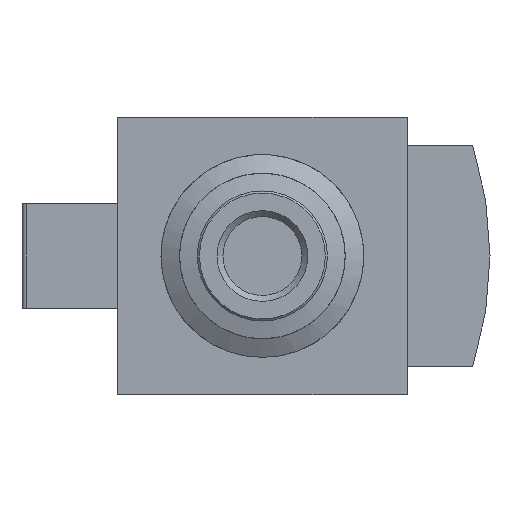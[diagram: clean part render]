
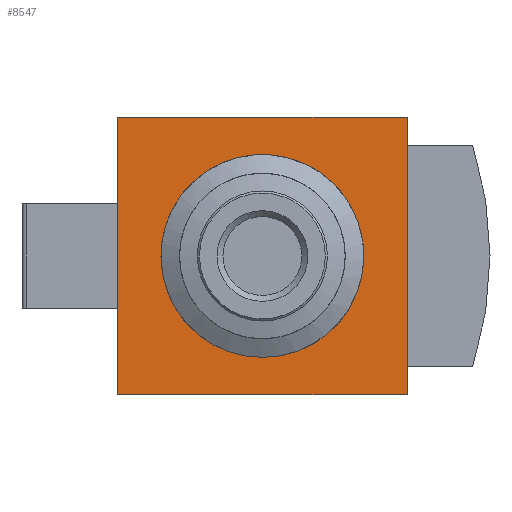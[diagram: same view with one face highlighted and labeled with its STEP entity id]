
A CAD part, front view. The second image highlights one B-rep face of the part: STEP entity #8547.
In plain terms, the highlighted planar face has unit normal (0, -1, 0).
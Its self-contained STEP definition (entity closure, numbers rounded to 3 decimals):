
#142=PLANE('',#9015);
#367=LINE('',#11208,#1047);
#474=LINE('',#11432,#1154);
#489=LINE('',#11470,#1169);
#594=LINE('',#11925,#1274);
#1047=VECTOR('',#9400,1000.);
#1154=VECTOR('',#9573,1000.);
#1169=VECTOR('',#9602,1000.);
#1274=VECTOR('',#9885,1000.);
#2406=ORIENTED_EDGE('',*,*,#4012,.F.);
#2407=ORIENTED_EDGE('',*,*,#3533,.F.);
#2408=ORIENTED_EDGE('',*,*,#3648,.F.);
#2409=ORIENTED_EDGE('',*,*,#3852,.F.);
#2410=ORIENTED_EDGE('',*,*,#3668,.F.);
#3533=EDGE_CURVE('',#4413,#4414,#367,.T.);
#3648=EDGE_CURVE('',#4497,#4413,#474,.T.);
#3668=EDGE_CURVE('',#4414,#4514,#489,.T.);
#3852=EDGE_CURVE('',#4514,#4497,#594,.T.);
#4012=EDGE_CURVE('',#4790,#4790,#5052,.F.);
#4413=VERTEX_POINT('',#11207);
#4414=VERTEX_POINT('',#11209);
#4497=VERTEX_POINT('',#11431);
#4514=VERTEX_POINT('',#11471);
#4790=VERTEX_POINT('',#12245);
#5052=CIRCLE('',#9016,14.7);
#5234=EDGE_LOOP('',(#2406));
#5235=EDGE_LOOP('',(#2407,#2408,#2409,#2410));
#5639=FACE_BOUND('',#5234,.T.);
#5640=FACE_BOUND('',#5235,.T.);
#8547=ADVANCED_FACE('',(#5639,#5640),#142,.F.);
#9015=AXIS2_PLACEMENT_3D('',#12243,#10149,#10150);
#9016=AXIS2_PLACEMENT_3D('',#12244,#10151,#10152);
#9400=DIRECTION('',(0.,0.,1.));
#9573=DIRECTION('',(-1.,0.,0.));
#9602=DIRECTION('',(1.,0.,0.));
#9885=DIRECTION('',(0.,0.,-1.));
#10149=DIRECTION('',(0.,1.,0.));
#10150=DIRECTION('',(0.,0.,1.));
#10151=DIRECTION('',(0.,1.,0.));
#10152=DIRECTION('',(0.,0.,1.));
#11207=CARTESIAN_POINT('',(-21.,-31.5,-20.1));
#11208=CARTESIAN_POINT('',(-21.,-31.5,-20.1));
#11209=CARTESIAN_POINT('',(-21.,-31.5,20.1));
#11431=CARTESIAN_POINT('',(21.,-31.5,-20.1));
#11432=CARTESIAN_POINT('',(21.,-31.5,-20.1));
#11470=CARTESIAN_POINT('',(-21.,-31.5,20.1));
#11471=CARTESIAN_POINT('',(21.,-31.5,20.1));
#11925=CARTESIAN_POINT('',(21.,-31.5,20.1));
#12243=CARTESIAN_POINT('',(0.,-31.5,0.));
#12244=CARTESIAN_POINT('',(0.,-31.5,0.));
#12245=CARTESIAN_POINT('',(0.,-31.5,14.7));
